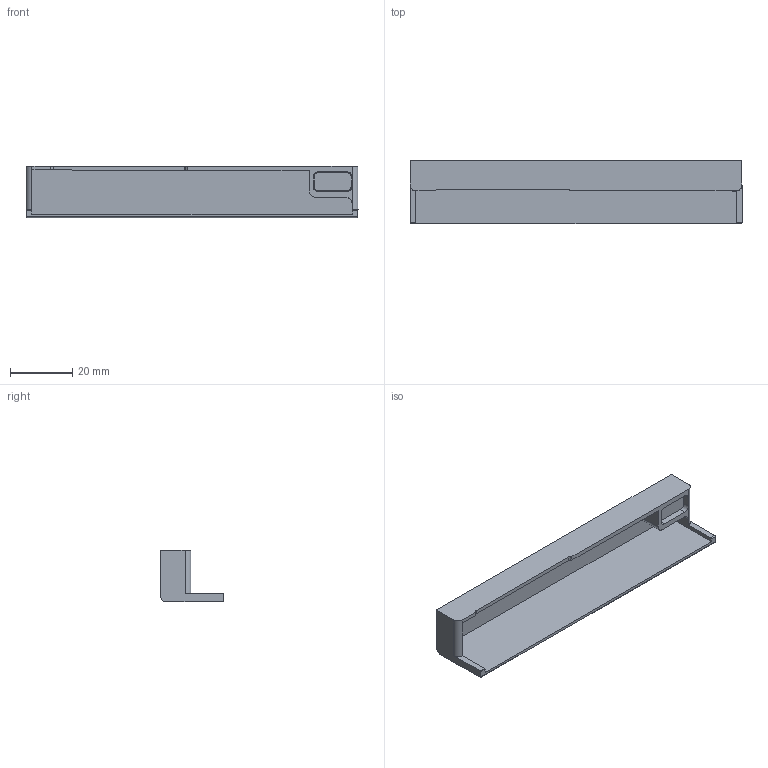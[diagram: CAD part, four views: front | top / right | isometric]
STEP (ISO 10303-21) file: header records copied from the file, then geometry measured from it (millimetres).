
FILE_DESCRIPTION(/* description */ (''),/* implementation_level */ '2;1');
FILE_NAME(/* name */ 'uConsole_Cover_WIFI-LTE v1.step',/* time_stamp */ '2023-11-28T15:15:03+01:00',/* author */ (''),/* organization */ (''),/* preprocessor_version */ 'ST-DEVELOPER v20',/* originating_system */ 'Autodesk Translation Framework v12.14.0.127',/* authorisation */ '');
FILE_SCHEMA (('AUTOMOTIVE_DESIGN { 1 0 10303 214 3 1 1 }'));
Length unit declared in the file: millimetre
Products named in the file (1): uConsole_Cover_WIFI-LTE
Bounding box: 106.8 x 20.25 x 16.65 mm (x, y, z)
Volume: 6742.2 mm3; surface area: 10779.4 mm2
Topology: 2 solids, 2 shells, 269 faces, 742 edges, 494 vertices
Faces by surface type: bspline 130, plane 111, cylinder 28
Entity records: 9804 total; most frequent: CARTESIAN_POINT 3716, ORIENTED_EDGE 1484, DIRECTION 818, EDGE_CURVE 742, VERTEX_POINT 494, LINE 426, VECTOR 426, EDGE_LOOP 288
